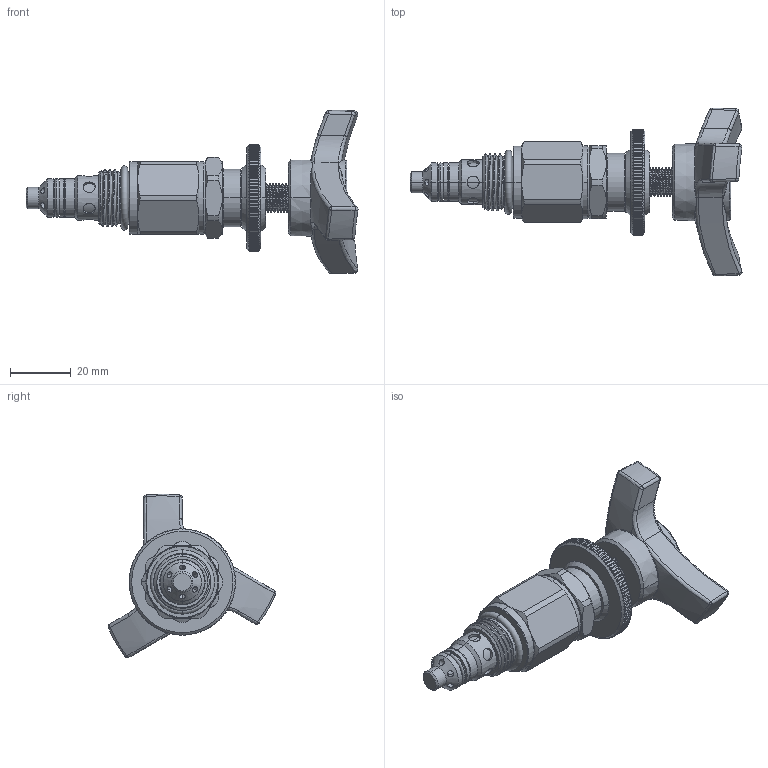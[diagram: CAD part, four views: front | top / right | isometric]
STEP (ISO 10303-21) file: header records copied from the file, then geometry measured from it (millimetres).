
FILE_DESCRIPTION (( 'STEP AP203' ), '1' );
FILE_NAME ('RD08W22-T.STEP', '2016-07-29T08:39:39', ( '' ), ( '' ), 'SwSTEP 2.0', 'SolidWorks 2012', '' );
FILE_SCHEMA (( 'CONFIG_CONTROL_DESIGN' ));
Products named in the file (1): RD08W22-T
Bounding box: 109.39 x 55.33 x 54.02 mm (x, y, z)
Volume: 44535.6 mm3; surface area: 14816 mm2
Topology: 2 solids, 4 shells, 872 faces, 2302 edges, 1449 vertices
Faces by surface type: plane 344, cylinder 249, bspline 110, cone 88, torus 41, sphere 40
Entity records: 52919 total; most frequent: CARTESIAN_POINT 33071, ORIENTED_EDGE 4558, DIRECTION 3630, EDGE_CURVE 2279, VERTEX_POINT 1443, AXIS2_PLACEMENT_3D 1424, EDGE_LOOP 914, FACE_OUTER_BOUND 872
